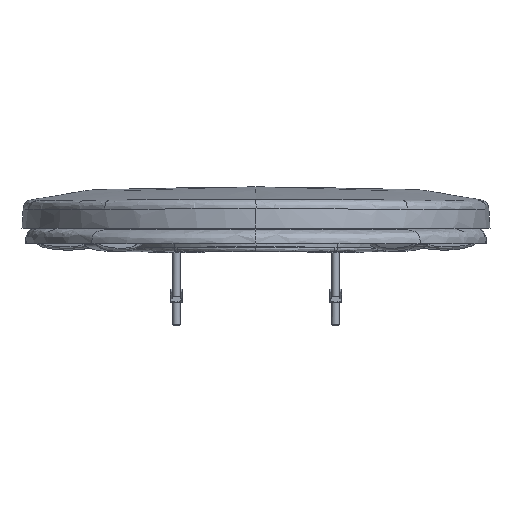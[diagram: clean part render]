
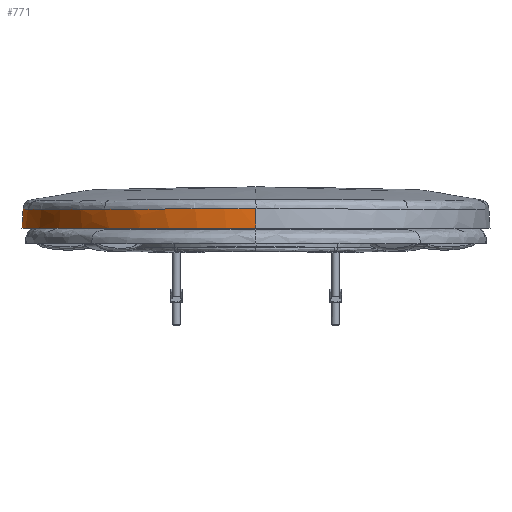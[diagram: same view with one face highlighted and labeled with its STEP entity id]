
A CAD part, front view. The second image highlights one B-rep face of the part: STEP entity #771.
In plain terms, the highlighted free-form (B-spline) face has degree [3, 3] with [4, 4] control points.
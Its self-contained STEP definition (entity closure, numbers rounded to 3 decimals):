
#387=B_SPLINE_SURFACE_WITH_KNOTS('',3,3,((#12449,#12450,#12451,#12452),
(#12453,#12454,#12455,#12456),(#12457,#12458,#12459,#12460),(#12461,#12462,
#12463,#12464)),.UNSPECIFIED.,.F.,.F.,.F.,(4,4),(4,4),(0.,1.),(0.,1.),
 .UNSPECIFIED.);
#771=ADVANCED_FACE('NONE',(#1435),#387,.T.);
#1435=FACE_OUTER_BOUND('',#1965,.T.);
#1965=EDGE_LOOP('',(#3920,#3921,#3922,#3923,#3924));
#2611=B_SPLINE_CURVE_WITH_KNOTS('',3,(#11108,#11109,#11110,#11111),
 .UNSPECIFIED.,.F.,.F.,(4,4),(0.,1.),.UNSPECIFIED.);
#2656=B_SPLINE_CURVE_WITH_KNOTS('',3,(#12424,#12425,#12426,#12427),
 .UNSPECIFIED.,.F.,.F.,(4,4),(0.,1.),.UNSPECIFIED.);
#2657=B_SPLINE_CURVE_WITH_KNOTS('',3,(#12429,#12430,#12431,#12432),
 .UNSPECIFIED.,.F.,.F.,(4,4),(0.,1.),.UNSPECIFIED.);
#2658=B_SPLINE_CURVE_WITH_KNOTS('',3,(#12434,#12435,#12436,#12437,#12438,
#12439,#12440),.UNSPECIFIED.,.F.,.F.,(4,1,1,1,4),(0.,0.25,
0.5,0.75,1.),.UNSPECIFIED.);
#2659=B_SPLINE_CURVE_WITH_KNOTS('',3,(#12442,#12443,#12444,#12445,#12446,
#12447,#12448),.UNSPECIFIED.,.F.,.F.,(4,1,1,1,4),(0.,0.25,
0.5,0.75,1.),.UNSPECIFIED.);
#3920=ORIENTED_EDGE('',*,*,#7470,.T.);
#3921=ORIENTED_EDGE('',*,*,#7425,.T.);
#3922=ORIENTED_EDGE('',*,*,#7471,.F.);
#3923=ORIENTED_EDGE('',*,*,#7472,.F.);
#3924=ORIENTED_EDGE('',*,*,#7473,.F.);
#6569=VERTEX_POINT('',#11088);
#6572=VERTEX_POINT('',#11107);
#6600=VERTEX_POINT('',#12428);
#6601=VERTEX_POINT('',#12433);
#6602=VERTEX_POINT('',#12441);
#7425=EDGE_CURVE('NONE',#6569,#6572,#2611,.T.);
#7470=EDGE_CURVE('NONE',#6600,#6569,#2656,.T.);
#7471=EDGE_CURVE('',#6601,#6572,#2657,.T.);
#7472=EDGE_CURVE('NONE',#6602,#6601,#2658,.T.);
#7473=EDGE_CURVE('NONE',#6600,#6602,#2659,.T.);
#11088=CARTESIAN_POINT('',(-183.783,-198.72,-5.461));
#11107=CARTESIAN_POINT('',(0.,-437.551,-5.461));
#11108=CARTESIAN_POINT('',(-183.783,-198.72,-5.461));
#11109=CARTESIAN_POINT('',(-187.262,-352.208,-5.461));
#11110=CARTESIAN_POINT('',(-96.14,-437.605,-5.461));
#11111=CARTESIAN_POINT('',(0.,-437.551,-5.461));
#12424=CARTESIAN_POINT('',(-182.87,-198.752,9.545));
#12425=CARTESIAN_POINT('',(-183.365,-198.735,4.546));
#12426=CARTESIAN_POINT('',(-183.67,-198.724,-0.456));
#12427=CARTESIAN_POINT('',(-183.783,-198.72,-5.461));
#12428=CARTESIAN_POINT('',(-182.87,-198.752,9.545));
#12429=CARTESIAN_POINT('',(0.,-436.887,9.718));
#12430=CARTESIAN_POINT('',(0.,-437.304,4.659));
#12431=CARTESIAN_POINT('',(0.,-437.526,-0.401));
#12432=CARTESIAN_POINT('',(0.,-437.551,-5.461));
#12433=CARTESIAN_POINT('',(0.,-436.887,9.718));
#12434=CARTESIAN_POINT('',(-118.732,-385.8,9.23));
#12435=CARTESIAN_POINT('',(-110.976,-393.69,9.269));
#12436=CARTESIAN_POINT('',(-94.043,-408.083,9.369));
#12437=CARTESIAN_POINT('',(-64.968,-424.425,9.565));
#12438=CARTESIAN_POINT('',(-33.193,-434.606,9.701));
#12439=CARTESIAN_POINT('',(-11.064,-436.893,9.718));
#12440=CARTESIAN_POINT('',(0.,-436.887,9.718));
#12441=CARTESIAN_POINT('',(-118.732,-385.8,9.23));
#12442=CARTESIAN_POINT('',(-182.87,-198.752,9.545));
#12443=CARTESIAN_POINT('',(-183.183,-215.669,9.364));
#12444=CARTESIAN_POINT('',(-181.572,-249.561,9.159));
#12445=CARTESIAN_POINT('',(-171.036,-299.42,9.084));
#12446=CARTESIAN_POINT('',(-150.961,-346.364,9.101));
#12447=CARTESIAN_POINT('',(-130.593,-373.733,9.17));
#12448=CARTESIAN_POINT('',(-118.732,-385.8,9.23));
#12449=CARTESIAN_POINT('',(3.373,-437.516,-5.815));
#12450=CARTESIAN_POINT('',(-94.722,-439.608,-5.814));
#12451=CARTESIAN_POINT('',(-188.691,-352.744,-5.814));
#12452=CARTESIAN_POINT('',(-183.698,-195.347,-5.814));
#12453=CARTESIAN_POINT('',(3.362,-437.499,-0.519));
#12454=CARTESIAN_POINT('',(-94.398,-439.582,-0.528));
#12455=CARTESIAN_POINT('',(-188.075,-353.004,-0.524));
#12456=CARTESIAN_POINT('',(-183.599,-195.345,-0.52));
#12457=CARTESIAN_POINT('',(3.35,-437.267,4.776));
#12458=CARTESIAN_POINT('',(-94.074,-439.344,4.759));
#12459=CARTESIAN_POINT('',(-187.464,-353.045,4.765));
#12460=CARTESIAN_POINT('',(-183.281,-195.356,4.77));
#12461=CARTESIAN_POINT('',(3.339,-436.821,10.072));
#12462=CARTESIAN_POINT('',(-93.751,-438.895,10.046));
#12463=CARTESIAN_POINT('',(-186.857,-352.867,10.054));
#12464=CARTESIAN_POINT('',(-182.745,-195.379,10.056));
